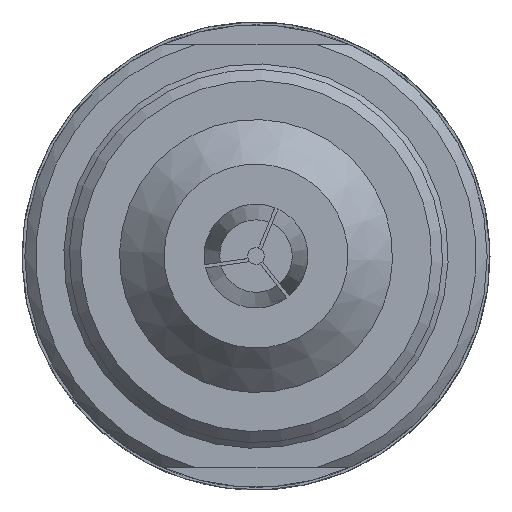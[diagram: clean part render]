
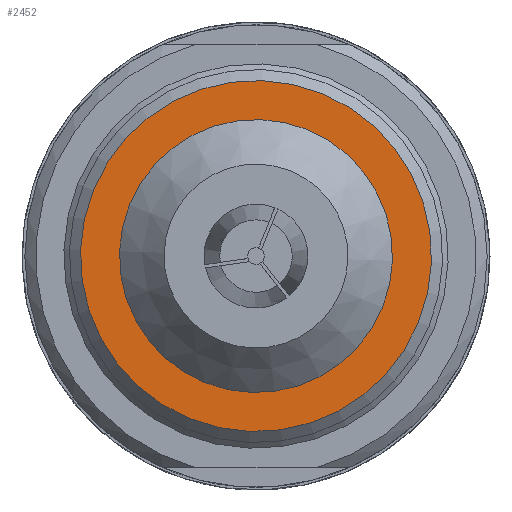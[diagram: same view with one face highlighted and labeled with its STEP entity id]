
A CAD part, left-side view. The second image highlights one B-rep face of the part: STEP entity #2452.
In plain terms, the highlighted planar face has unit normal (-1, 0, 0).
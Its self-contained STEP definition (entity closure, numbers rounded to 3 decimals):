
#2421=CARTESIAN_POINT('',(-128.5,12.416,-9.691));
#2422=VERTEX_POINT('',#2421);
#2423=CARTESIAN_POINT('',(-128.5,0.,0.));
#2424=DIRECTION('',(1.0,0.,0.));
#2425=DIRECTION('',(0.,0.788,-0.615));
#2426=AXIS2_PLACEMENT_3D('',#2423,#2424,#2425);
#2427=CIRCLE('',#2426,15.75);
#2428=EDGE_CURVE('',#2422,#2422,#2427,.T.);
#2433=CARTESIAN_POINT('',(-128.5,11.036,-8.614));
#2434=DIRECTION('',(-1.0,0.0,0.0));
#2435=DIRECTION('',(0.0,0.615,0.788));
#2436=AXIS2_PLACEMENT_3D('',#2433,#2434,#2435);
#2437=PLANE('',#2436);
#2438=ORIENTED_EDGE('',*,*,#2428,.F.);
#2439=EDGE_LOOP('',(#2438));
#2440=FACE_OUTER_BOUND('',#2439,.T.);
#2441=CARTESIAN_POINT('',(-128.5,9.657,-7.537));
#2442=VERTEX_POINT('',#2441);
#2443=CARTESIAN_POINT('',(-128.5,0.,0.));
#2444=DIRECTION('',(1.0,0.,0.));
#2445=DIRECTION('',(0.,0.788,-0.615));
#2446=AXIS2_PLACEMENT_3D('',#2443,#2444,#2445);
#2447=CIRCLE('',#2446,12.25);
#2448=EDGE_CURVE('',#2442,#2442,#2447,.T.);
#2449=ORIENTED_EDGE('',*,*,#2448,.T.);
#2450=EDGE_LOOP('',(#2449));
#2451=FACE_BOUND('',#2450,.T.);
#2452=ADVANCED_FACE('',(#2440,#2451),#2437,.T.);
